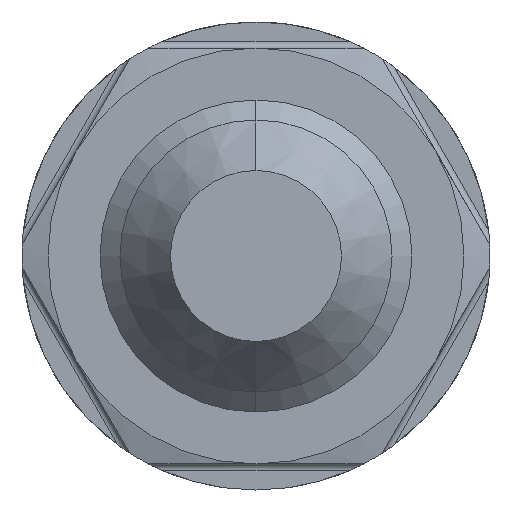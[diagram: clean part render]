
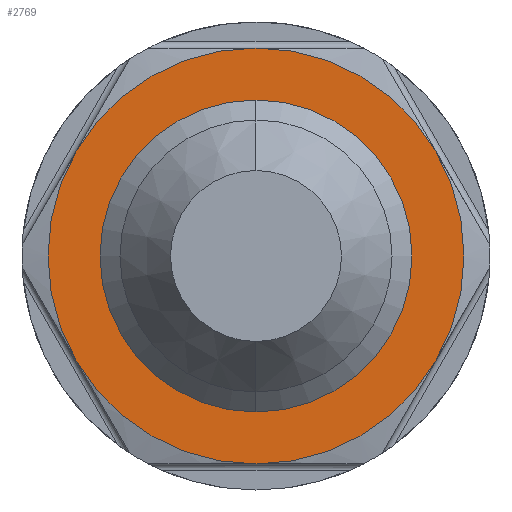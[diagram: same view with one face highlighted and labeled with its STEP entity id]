
A CAD part, left-side view. The second image highlights one B-rep face of the part: STEP entity #2769.
In plain terms, the highlighted planar face has unit normal (-1, 0, 0).
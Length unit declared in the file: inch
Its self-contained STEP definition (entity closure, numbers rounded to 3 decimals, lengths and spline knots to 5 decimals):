
#20 = ORIENTED_EDGE ( 'NONE', *, *, #5749, .T. ) ;
#59 = CARTESIAN_POINT ( 'NONE',  ( 0.657, 0., 0.5 ) ) ;
#139 = DIRECTION ( 'NONE',  ( -1., 0., 0. ) ) ;
#164 = DIRECTION ( 'NONE',  ( 0., 0., 1. ) ) ;
#222 = VERTEX_POINT ( 'NONE', #4189 ) ;
#225 = ORIENTED_EDGE ( 'NONE', *, *, #1980, .T. ) ;
#389 = DIRECTION ( 'NONE',  ( -1., 0., 0. ) ) ;
#489 = EDGE_CURVE ( 'NONE', #507, #222, #3113, .T. ) ;
#507 = VERTEX_POINT ( 'NONE', #1319 ) ;
#591 = DIRECTION ( 'NONE',  ( -1., 0., 0. ) ) ;
#645 = CIRCLE ( 'NONE', #3474, 0.5 ) ;
#717 = DIRECTION ( 'NONE',  ( 0., 0., 1. ) ) ;
#820 = DIRECTION ( 'NONE',  ( 0., 0., 1. ) ) ;
#1036 = EDGE_CURVE ( 'NONE', #222, #507, #5667, .T. ) ;
#1167 = VERTEX_POINT ( 'NONE', #59 ) ;
#1185 = VERTEX_POINT ( 'NONE', #1417 ) ;
#1251 = CARTESIAN_POINT ( 'NONE',  ( 0.657, 0.361, 0. ) ) ;
#1286 = DIRECTION ( 'NONE',  ( -1., 0., 0. ) ) ;
#1319 = CARTESIAN_POINT ( 'NONE',  ( 0.657, 0., -0.361 ) ) ;
#1344 = DIRECTION ( 'NONE',  ( -1., 0., 0. ) ) ;
#1412 = EDGE_CURVE ( 'NONE', #1613, #5747, #1916, .T. ) ;
#1417 = CARTESIAN_POINT ( 'NONE',  ( 0.657, 0.43301, 0.25 ) ) ;
#1478 = EDGE_CURVE ( 'NONE', #2780, #4560, #2690, .T. ) ;
#1519 = DIRECTION ( 'NONE',  ( 0., 0., 1. ) ) ;
#1613 = VERTEX_POINT ( 'NONE', #2418 ) ;
#1631 = ORIENTED_EDGE ( 'NONE', *, *, #1036, .F. ) ;
#1742 = DIRECTION ( 'NONE',  ( 0., 0., 1. ) ) ;
#1808 = DIRECTION ( 'NONE',  ( 0., 0., 1. ) ) ;
#1810 = CARTESIAN_POINT ( 'NONE',  ( 0.657, -0.43301, 0.25 ) ) ;
#1868 = AXIS2_PLACEMENT_3D ( 'NONE', #5874, #4038, #2224 ) ;
#1916 = CIRCLE ( 'NONE', #2142, 0.5 ) ;
#1980 = EDGE_CURVE ( 'NONE', #5747, #2780, #645, .T. ) ;
#2142 = AXIS2_PLACEMENT_3D ( 'NONE', #3464, #4890, #717 ) ;
#2219 = DIRECTION ( 'NONE',  ( 1., 0., 0. ) ) ;
#2224 = DIRECTION ( 'NONE',  ( 0., 0., 1. ) ) ;
#2290 = CIRCLE ( 'NONE', #5669, 0.5 ) ;
#2418 = CARTESIAN_POINT ( 'NONE',  ( 0.657, 0.43301, -0.25 ) ) ;
#2631 = CARTESIAN_POINT ( 'NONE',  ( 0.657, -0.43301, -0.25 ) ) ;
#2664 = ORIENTED_EDGE ( 'NONE', *, *, #1412, .T. ) ;
#2690 = CIRCLE ( 'NONE', #2746, 0.5 ) ;
#2719 = ORIENTED_EDGE ( 'NONE', *, *, #5279, .T. ) ;
#2746 = AXIS2_PLACEMENT_3D ( 'NONE', #5825, #1286, #820 ) ;
#2769 = ADVANCED_FACE ( 'NONE', ( #4369, #2941 ), #3992, .F. ) ;
#2778 = AXIS2_PLACEMENT_3D ( 'NONE', #4071, #1344, #1808 ) ;
#2780 = VERTEX_POINT ( 'NONE', #2631 ) ;
#2808 = CARTESIAN_POINT ( 'NONE',  ( 0.657, 0., 0. ) ) ;
#2849 = DIRECTION ( 'NONE',  ( 0., 0., 1. ) ) ;
#2879 = CARTESIAN_POINT ( 'NONE',  ( 0.657, 0., 0. ) ) ;
#2937 = EDGE_CURVE ( 'NONE', #4560, #1167, #2290, .T. ) ;
#2941 = FACE_OUTER_BOUND ( 'NONE', #5009, .T. ) ;
#2958 = ORIENTED_EDGE ( 'NONE', *, *, #489, .F. ) ;
#3113 = CIRCLE ( 'NONE', #1868, 0.361 ) ;
#3464 = CARTESIAN_POINT ( 'NONE',  ( 0.657, 0., 0. ) ) ;
#3474 = AXIS2_PLACEMENT_3D ( 'NONE', #2808, #5099, #2849 ) ;
#3501 = CIRCLE ( 'NONE', #4839, 0.5 ) ;
#3563 = AXIS2_PLACEMENT_3D ( 'NONE', #1251, #2219, #4459 ) ;
#3992 = PLANE ( 'NONE',  #3563 ) ;
#4038 = DIRECTION ( 'NONE',  ( -1., 0., 0. ) ) ;
#4071 = CARTESIAN_POINT ( 'NONE',  ( 0.657, 0., 0. ) ) ;
#4189 = CARTESIAN_POINT ( 'NONE',  ( 0.657, 0., 0.361 ) ) ;
#4208 = CIRCLE ( 'NONE', #5640, 0.5 ) ;
#4369 = FACE_BOUND ( 'NONE', #4377, .T. ) ;
#4377 = EDGE_LOOP ( 'NONE', ( #1631, #2958 ) ) ;
#4459 = DIRECTION ( 'NONE',  ( 0., 0., -1. ) ) ;
#4504 = ORIENTED_EDGE ( 'NONE', *, *, #1478, .T. ) ;
#4560 = VERTEX_POINT ( 'NONE', #1810 ) ;
#4794 = CARTESIAN_POINT ( 'NONE',  ( 0.657, 0., -0.5 ) ) ;
#4839 = AXIS2_PLACEMENT_3D ( 'NONE', #2879, #139, #1519 ) ;
#4890 = DIRECTION ( 'NONE',  ( -1., 0., 0. ) ) ;
#5009 = EDGE_LOOP ( 'NONE', ( #20, #2719, #2664, #225, #4504, #5043 ) ) ;
#5043 = ORIENTED_EDGE ( 'NONE', *, *, #2937, .T. ) ;
#5099 = DIRECTION ( 'NONE',  ( -1., 0., 0. ) ) ;
#5195 = CARTESIAN_POINT ( 'NONE',  ( 0.657, 0., 0. ) ) ;
#5279 = EDGE_CURVE ( 'NONE', #1185, #1613, #3501, .T. ) ;
#5470 = CARTESIAN_POINT ( 'NONE',  ( 0.657, 0., 0. ) ) ;
#5640 = AXIS2_PLACEMENT_3D ( 'NONE', #5470, #389, #1742 ) ;
#5667 = CIRCLE ( 'NONE', #2778, 0.361 ) ;
#5669 = AXIS2_PLACEMENT_3D ( 'NONE', #5195, #591, #164 ) ;
#5747 = VERTEX_POINT ( 'NONE', #4794 ) ;
#5749 = EDGE_CURVE ( 'NONE', #1167, #1185, #4208, .T. ) ;
#5825 = CARTESIAN_POINT ( 'NONE',  ( 0.657, 0., 0. ) ) ;
#5874 = CARTESIAN_POINT ( 'NONE',  ( 0.657, 0., 0. ) ) ;
